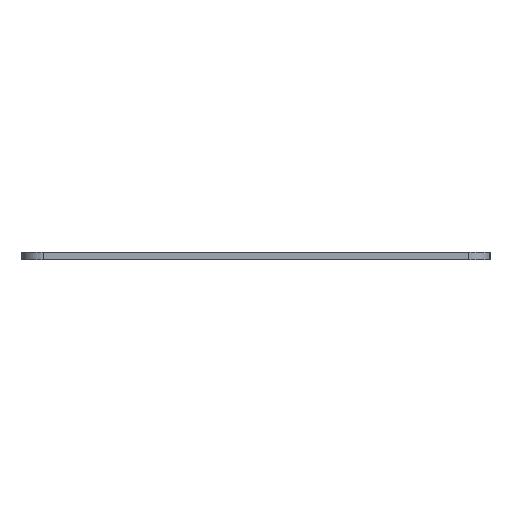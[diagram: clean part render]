
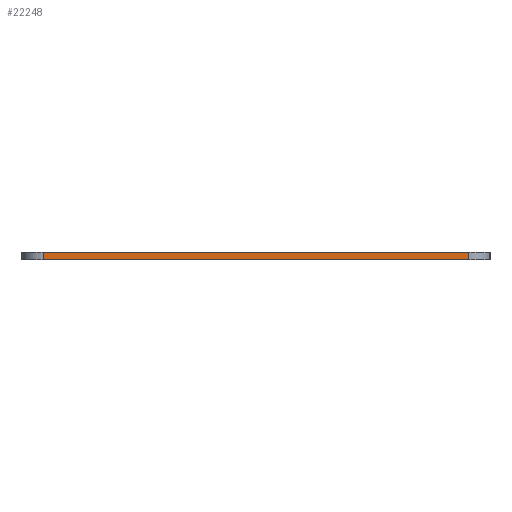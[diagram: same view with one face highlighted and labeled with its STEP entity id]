
A CAD part, left-side view. The second image highlights one B-rep face of the part: STEP entity #22248.
In plain terms, the highlighted planar face has unit normal (-1, 0, 0).
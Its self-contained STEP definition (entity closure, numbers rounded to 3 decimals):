
#55 = CYLINDRICAL_SURFACE('',#56,4.763);
#56 = AXIS2_PLACEMENT_3D('',#57,#58,#59);
#57 = CARTESIAN_POINT('',(28.575,-157.163,0.));
#58 = DIRECTION('',(-0.,-0.,-1.));
#59 = DIRECTION('',(1.,0.,-0.));
#83 = PLANE('',#84);
#84 = AXIS2_PLACEMENT_3D('',#85,#86,#87);
#85 = CARTESIAN_POINT('',(171.45,-109.538,1.6));
#86 = DIRECTION('',(0.,0.,1.));
#87 = DIRECTION('',(1.,0.,-0.));
#137 = PLANE('',#138);
#138 = AXIS2_PLACEMENT_3D('',#139,#140,#141);
#139 = CARTESIAN_POINT('',(171.45,-109.538,0.));
#140 = DIRECTION('',(0.,0.,1.));
#141 = DIRECTION('',(1.,0.,-0.));
#152 = EDGE_CURVE('',#153,#155,#157,.T.);
#153 = VERTEX_POINT('',#154);
#154 = CARTESIAN_POINT('',(23.813,-157.163,0.));
#155 = VERTEX_POINT('',#156);
#156 = CARTESIAN_POINT('',(23.813,-157.163,1.6));
#157 = SURFACE_CURVE('',#158,(#162,#169),.PCURVE_S1.);
#158 = LINE('',#159,#160);
#159 = CARTESIAN_POINT('',(23.813,-157.163,0.));
#160 = VECTOR('',#161,1.);
#161 = DIRECTION('',(0.,0.,1.));
#162 = PCURVE('',#55,#163);
#163 = DEFINITIONAL_REPRESENTATION('',(#164),#168);
#164 = LINE('',#165,#166);
#165 = CARTESIAN_POINT('',(-3.142,0.));
#166 = VECTOR('',#167,1.);
#167 = DIRECTION('',(-0.,-1.));
#168 = ( GEOMETRIC_REPRESENTATION_CONTEXT(2) 
PARAMETRIC_REPRESENTATION_CONTEXT() REPRESENTATION_CONTEXT('2D SPACE',''
  ) );
#169 = PCURVE('',#170,#175);
#170 = PLANE('',#171);
#171 = AXIS2_PLACEMENT_3D('',#172,#173,#174);
#172 = CARTESIAN_POINT('',(23.813,-61.913,0.));
#173 = DIRECTION('',(1.,0.,-0.));
#174 = DIRECTION('',(0.,-1.,0.));
#175 = DEFINITIONAL_REPRESENTATION('',(#176),#180);
#176 = LINE('',#177,#178);
#177 = CARTESIAN_POINT('',(95.25,0.));
#178 = VECTOR('',#179,1.);
#179 = DIRECTION('',(0.,-1.));
#180 = ( GEOMETRIC_REPRESENTATION_CONTEXT(2) 
PARAMETRIC_REPRESENTATION_CONTEXT() REPRESENTATION_CONTEXT('2D SPACE',''
  ) );
#391 = VERTEX_POINT('',#392);
#392 = CARTESIAN_POINT('',(23.813,-61.913,0.));
#407 = CYLINDRICAL_SURFACE('',#408,4.763);
#408 = AXIS2_PLACEMENT_3D('',#409,#410,#411);
#409 = CARTESIAN_POINT('',(28.575,-61.913,0.));
#410 = DIRECTION('',(-0.,-0.,-1.));
#411 = DIRECTION('',(1.,0.,-0.));
#419 = EDGE_CURVE('',#391,#153,#420,.T.);
#420 = SURFACE_CURVE('',#421,(#425,#432),.PCURVE_S1.);
#421 = LINE('',#422,#423);
#422 = CARTESIAN_POINT('',(23.813,-61.913,0.));
#423 = VECTOR('',#424,1.);
#424 = DIRECTION('',(0.,-1.,0.));
#425 = PCURVE('',#137,#426);
#426 = DEFINITIONAL_REPRESENTATION('',(#427),#431);
#427 = LINE('',#428,#429);
#428 = CARTESIAN_POINT('',(-147.638,47.625));
#429 = VECTOR('',#430,1.);
#430 = DIRECTION('',(0.,-1.));
#431 = ( GEOMETRIC_REPRESENTATION_CONTEXT(2) 
PARAMETRIC_REPRESENTATION_CONTEXT() REPRESENTATION_CONTEXT('2D SPACE',''
  ) );
#432 = PCURVE('',#170,#433);
#433 = DEFINITIONAL_REPRESENTATION('',(#434),#438);
#434 = LINE('',#435,#436);
#435 = CARTESIAN_POINT('',(0.,0.));
#436 = VECTOR('',#437,1.);
#437 = DIRECTION('',(1.,0.));
#438 = ( GEOMETRIC_REPRESENTATION_CONTEXT(2) 
PARAMETRIC_REPRESENTATION_CONTEXT() REPRESENTATION_CONTEXT('2D SPACE',''
  ) );
#12318 = VERTEX_POINT('',#12319);
#12319 = CARTESIAN_POINT('',(23.813,-61.913,1.6));
#12341 = EDGE_CURVE('',#12318,#155,#12342,.T.);
#12342 = SURFACE_CURVE('',#12343,(#12347,#12354),.PCURVE_S1.);
#12343 = LINE('',#12344,#12345);
#12344 = CARTESIAN_POINT('',(23.813,-61.913,1.6));
#12345 = VECTOR('',#12346,1.);
#12346 = DIRECTION('',(0.,-1.,0.));
#12347 = PCURVE('',#83,#12348);
#12348 = DEFINITIONAL_REPRESENTATION('',(#12349),#12353);
#12349 = LINE('',#12350,#12351);
#12350 = CARTESIAN_POINT('',(-147.638,47.625));
#12351 = VECTOR('',#12352,1.);
#12352 = DIRECTION('',(0.,-1.));
#12353 = ( GEOMETRIC_REPRESENTATION_CONTEXT(2) 
PARAMETRIC_REPRESENTATION_CONTEXT() REPRESENTATION_CONTEXT('2D SPACE',''
  ) );
#12354 = PCURVE('',#170,#12355);
#12355 = DEFINITIONAL_REPRESENTATION('',(#12356),#12360);
#12356 = LINE('',#12357,#12358);
#12357 = CARTESIAN_POINT('',(0.,-1.6));
#12358 = VECTOR('',#12359,1.);
#12359 = DIRECTION('',(1.,0.));
#12360 = ( GEOMETRIC_REPRESENTATION_CONTEXT(2) 
PARAMETRIC_REPRESENTATION_CONTEXT() REPRESENTATION_CONTEXT('2D SPACE',''
  ) );
#22248 = ADVANCED_FACE('',(#22249),#170,.F.);
#22249 = FACE_BOUND('',#22250,.F.);
#22250 = EDGE_LOOP('',(#22251,#22272,#22273,#22274));
#22251 = ORIENTED_EDGE('',*,*,#22252,.T.);
#22252 = EDGE_CURVE('',#391,#12318,#22253,.T.);
#22253 = SURFACE_CURVE('',#22254,(#22258,#22265),.PCURVE_S1.);
#22254 = LINE('',#22255,#22256);
#22255 = CARTESIAN_POINT('',(23.813,-61.913,0.));
#22256 = VECTOR('',#22257,1.);
#22257 = DIRECTION('',(0.,0.,1.));
#22258 = PCURVE('',#170,#22259);
#22259 = DEFINITIONAL_REPRESENTATION('',(#22260),#22264);
#22260 = LINE('',#22261,#22262);
#22261 = CARTESIAN_POINT('',(0.,0.));
#22262 = VECTOR('',#22263,1.);
#22263 = DIRECTION('',(0.,-1.));
#22264 = ( GEOMETRIC_REPRESENTATION_CONTEXT(2) 
PARAMETRIC_REPRESENTATION_CONTEXT() REPRESENTATION_CONTEXT('2D SPACE',''
  ) );
#22265 = PCURVE('',#407,#22266);
#22266 = DEFINITIONAL_REPRESENTATION('',(#22267),#22271);
#22267 = LINE('',#22268,#22269);
#22268 = CARTESIAN_POINT('',(-3.142,0.));
#22269 = VECTOR('',#22270,1.);
#22270 = DIRECTION('',(-0.,-1.));
#22271 = ( GEOMETRIC_REPRESENTATION_CONTEXT(2) 
PARAMETRIC_REPRESENTATION_CONTEXT() REPRESENTATION_CONTEXT('2D SPACE',''
  ) );
#22272 = ORIENTED_EDGE('',*,*,#12341,.T.);
#22273 = ORIENTED_EDGE('',*,*,#152,.F.);
#22274 = ORIENTED_EDGE('',*,*,#419,.F.);
